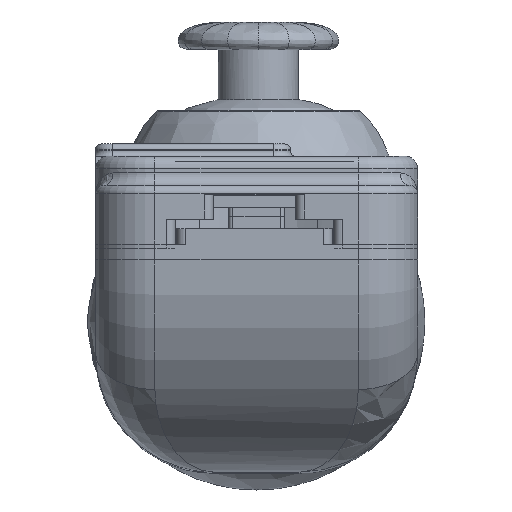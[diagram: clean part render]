
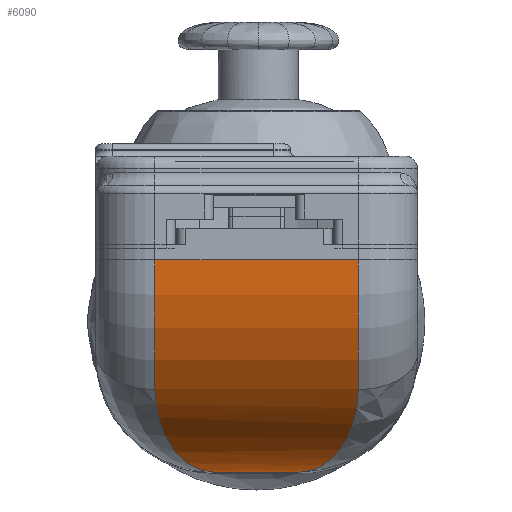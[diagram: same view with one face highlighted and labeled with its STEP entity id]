
A CAD part, top view. The second image highlights one B-rep face of the part: STEP entity #6090.
In plain terms, the highlighted cylindrical face has radius 25 mm (diameter 50 mm), a partial arc.
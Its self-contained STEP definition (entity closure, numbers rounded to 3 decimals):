
#348=LINE('',#10143,#814);
#351=LINE('',#10148,#817);
#814=VECTOR('',#7553,10.);
#817=VECTOR('',#7558,10.);
#1171=CYLINDRICAL_SURFACE('',#6618,25.);
#1391=FACE_OUTER_BOUND('',#1742,.T.);
#1742=EDGE_LOOP('',(#4533,#4534,#4535,#4536,#4537,#4538));
#2043=B_SPLINE_CURVE_WITH_KNOTS('',3,(#10028,#10029,#10030,#10031,#10032,
#10033,#10034,#10035,#10036,#10037,#10038,#10039,#10040,#10041,#10042),
 .UNSPECIFIED.,.F.,.F.,(4,2,1,1,1,1,1,1,1,1,1,4),(-0.002,
0.,0.18,0.36,0.539,0.719,
0.899,1.079,1.258,1.438,1.618,
1.798),.UNSPECIFIED.);
#2046=B_SPLINE_CURVE_WITH_KNOTS('',3,(#10150,#10151,#10152,#10153,#10154,
#10155,#10156,#10157,#10158,#10159),.UNSPECIFIED.,.F.,.F.,(4,1,1,1,1,2,
4),(-1.798,-1.438,-1.079,-0.719,
-0.36,0.,0.002),.UNSPECIFIED.);
#2269=CIRCLE('',#6611,25.);
#2273=CIRCLE('',#6619,25.);
#2657=VERTEX_POINT('',#9894);
#2662=VERTEX_POINT('',#9933);
#2663=VERTEX_POINT('',#10026);
#2672=VERTEX_POINT('',#10142);
#2673=VERTEX_POINT('',#10147);
#2674=VERTEX_POINT('',#10149);
#3346=EDGE_CURVE('',#2657,#2663,#2043,.T.);
#3347=EDGE_CURVE('',#2663,#2662,#2269,.T.);
#3360=EDGE_CURVE('',#2672,#2662,#348,.T.);
#3363=EDGE_CURVE('',#2657,#2673,#351,.T.);
#3364=EDGE_CURVE('',#2674,#2673,#2046,.T.);
#3365=EDGE_CURVE('',#2672,#2674,#2273,.T.);
#4533=ORIENTED_EDGE('',*,*,#3363,.T.);
#4534=ORIENTED_EDGE('',*,*,#3364,.F.);
#4535=ORIENTED_EDGE('',*,*,#3365,.F.);
#4536=ORIENTED_EDGE('',*,*,#3360,.T.);
#4537=ORIENTED_EDGE('',*,*,#3347,.F.);
#4538=ORIENTED_EDGE('',*,*,#3346,.F.);
#6090=ADVANCED_FACE('',(#1391),#1171,.T.);
#6611=AXIS2_PLACEMENT_3D('',#10044,#7532,#7533);
#6618=AXIS2_PLACEMENT_3D('',#10146,#7556,#7557);
#6619=AXIS2_PLACEMENT_3D('',#10160,#7559,#7560);
#7532=DIRECTION('center_axis',(-1.,0.,0.));
#7533=DIRECTION('ref_axis',(0.,-0.323,0.946));
#7553=DIRECTION('',(-1.,0.,0.));
#7556=DIRECTION('center_axis',(1.,0.,0.));
#7557=DIRECTION('ref_axis',(0.,-0.707,0.707));
#7558=DIRECTION('',(1.,0.,0.));
#7559=DIRECTION('center_axis',(1.,0.,0.));
#7560=DIRECTION('ref_axis',(0.,-0.323,0.946));
#9894=CARTESIAN_POINT('',(-39.,-25.,55.5));
#9933=CARTESIAN_POINT('',(-46.,0.,80.5));
#10026=CARTESIAN_POINT('',(-46.,-15.278,75.289));
#10028=CARTESIAN_POINT('Ctrl Pts',(-39.,-25.,55.5));
#10029=CARTESIAN_POINT('Ctrl Pts',(-39.003,-25.,55.507));
#10030=CARTESIAN_POINT('Ctrl Pts',(-39.006,-25.,
55.514));
#10031=CARTESIAN_POINT('Ctrl Pts',(-39.327,-24.999,
56.227));
#10032=CARTESIAN_POINT('Ctrl Pts',(-39.963,-24.938,
57.646));
#10033=CARTESIAN_POINT('Ctrl Pts',(-40.911,-24.663,
59.776));
#10034=CARTESIAN_POINT('Ctrl Pts',(-41.837,-24.202,
61.893));
#10035=CARTESIAN_POINT('Ctrl Pts',(-42.724,-23.55,
63.987));
#10036=CARTESIAN_POINT('Ctrl Pts',(-43.555,-22.708,
66.037));
#10037=CARTESIAN_POINT('Ctrl Pts',(-44.321,-21.657,
68.06));
#10038=CARTESIAN_POINT('Ctrl Pts',(-44.992,-20.39,
70.03));
#10039=CARTESIAN_POINT('Ctrl Pts',(-45.53,-18.915,
71.906));
#10040=CARTESIAN_POINT('Ctrl Pts',(-45.903,-17.21,
73.691));
#10041=CARTESIAN_POINT('Ctrl Pts',(-46.,-15.937,74.78));
#10042=CARTESIAN_POINT('Ctrl Pts',(-46.,-15.278,75.289));
#10044=CARTESIAN_POINT('Origin',(-46.,0.,55.5));
#10142=CARTESIAN_POINT('',(-22.,0.,80.5));
#10143=CARTESIAN_POINT('',(-43.5,0.,80.5));
#10146=CARTESIAN_POINT('Origin',(-43.5,0.,55.5));
#10147=CARTESIAN_POINT('',(-29.,-25.,55.5));
#10148=CARTESIAN_POINT('',(-43.5,-25.,55.5));
#10149=CARTESIAN_POINT('',(-22.,-15.278,75.289));
#10150=CARTESIAN_POINT('Ctrl Pts',(-22.,-15.278,
75.289));
#10151=CARTESIAN_POINT('Ctrl Pts',(-22.,-16.595,74.271));
#10152=CARTESIAN_POINT('Ctrl Pts',(-22.386,-19.032,
71.957));
#10153=CARTESIAN_POINT('Ctrl Pts',(-23.634,-21.758,
68.09));
#10154=CARTESIAN_POINT('Ctrl Pts',(-25.25,-23.648,
64.002));
#10155=CARTESIAN_POINT('Ctrl Pts',(-27.076,-24.754,
59.785));
#10156=CARTESIAN_POINT('Ctrl Pts',(-28.357,-24.999,
56.932));
#10157=CARTESIAN_POINT('Ctrl Pts',(-28.994,-25.,
55.513));
#10158=CARTESIAN_POINT('Ctrl Pts',(-28.997,-25.,55.506));
#10159=CARTESIAN_POINT('Ctrl Pts',(-29.,-25.,55.5));
#10160=CARTESIAN_POINT('Origin',(-22.,0.,55.5));
